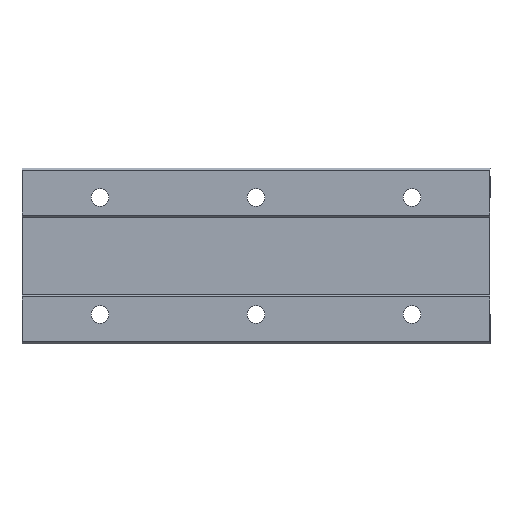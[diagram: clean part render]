
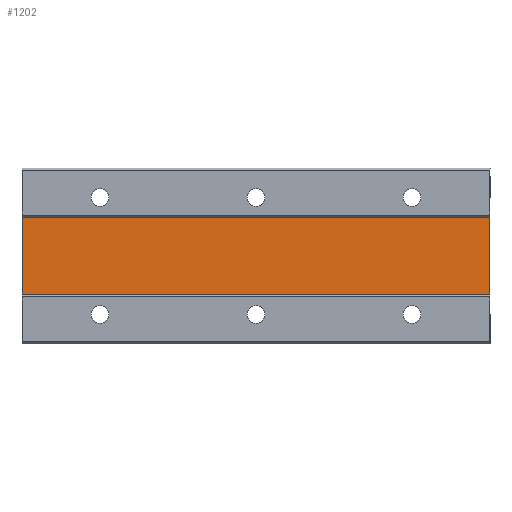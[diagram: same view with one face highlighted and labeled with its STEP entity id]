
A CAD part, front view. The second image highlights one B-rep face of the part: STEP entity #1202.
In plain terms, the highlighted planar face has unit normal (0, -1, 0).
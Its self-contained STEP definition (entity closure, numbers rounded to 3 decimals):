
#53 = LINE ( 'NONE', #1468, #812 ) ;
#121 = VERTEX_POINT ( 'NONE', #657 ) ;
#139 = CARTESIAN_POINT ( 'NONE',  ( 200., 1., 44.91 ) ) ;
#182 = DIRECTION ( 'NONE',  ( 1., 0., 0. ) ) ;
#210 = CARTESIAN_POINT ( 'NONE',  ( -40., 1., -20. ) ) ;
#221 = VECTOR ( 'NONE', #1211, 1000. ) ;
#222 = LINE ( 'NONE', #1351, #760 ) ;
#229 = DIRECTION ( 'NONE',  ( -1., 0., 0. ) ) ;
#274 = DIRECTION ( 'NONE',  ( 0., 0., 1. ) ) ;
#419 = CARTESIAN_POINT ( 'NONE',  ( -40., 1., 20. ) ) ;
#472 = VERTEX_POINT ( 'NONE', #419 ) ;
#540 = EDGE_CURVE ( 'NONE', #472, #121, #53, .T. ) ;
#620 = DIRECTION ( 'NONE',  ( 0., 1., 0. ) ) ;
#643 = VERTEX_POINT ( 'NONE', #210 ) ;
#657 = CARTESIAN_POINT ( 'NONE',  ( 200., 1., 20. ) ) ;
#760 = VECTOR ( 'NONE', #229, 1000. ) ;
#812 = VECTOR ( 'NONE', #182, 1000. ) ;
#838 = EDGE_LOOP ( 'NONE', ( #1565, #1122, #1701, #1804 ) ) ;
#881 = LINE ( 'NONE', #1526, #221 ) ;
#913 = PLANE ( 'NONE',  #1719 ) ;
#954 = VERTEX_POINT ( 'NONE', #998 ) ;
#998 = CARTESIAN_POINT ( 'NONE',  ( 200., 1., -20. ) ) ;
#1064 = CARTESIAN_POINT ( 'NONE',  ( 200., 1., 20. ) ) ;
#1122 = ORIENTED_EDGE ( 'NONE', *, *, #2024, .F. ) ;
#1151 = DIRECTION ( 'NONE',  ( 0., 0., -1. ) ) ;
#1202 = ADVANCED_FACE ( 'NONE', ( #1561 ), #913, .F. ) ;
#1211 = DIRECTION ( 'NONE',  ( 0., 0., -1. ) ) ;
#1351 = CARTESIAN_POINT ( 'NONE',  ( 200., 1., -20. ) ) ;
#1468 = CARTESIAN_POINT ( 'NONE',  ( 200., 1., 20. ) ) ;
#1526 = CARTESIAN_POINT ( 'NONE',  ( -40., 1., 44.91 ) ) ;
#1561 = FACE_OUTER_BOUND ( 'NONE', #838, .T. ) ;
#1565 = ORIENTED_EDGE ( 'NONE', *, *, #1840, .F. ) ;
#1701 = ORIENTED_EDGE ( 'NONE', *, *, #540, .F. ) ;
#1703 = VECTOR ( 'NONE', #1151, 1000. ) ;
#1719 = AXIS2_PLACEMENT_3D ( 'NONE', #1064, #620, #274 ) ;
#1777 = LINE ( 'NONE', #139, #1703 ) ;
#1804 = ORIENTED_EDGE ( 'NONE', *, *, #1847, .T. ) ;
#1840 = EDGE_CURVE ( 'NONE', #954, #643, #222, .T. ) ;
#1847 = EDGE_CURVE ( 'NONE', #472, #643, #881, .T. ) ;
#2024 = EDGE_CURVE ( 'NONE', #121, #954, #1777, .T. ) ;
